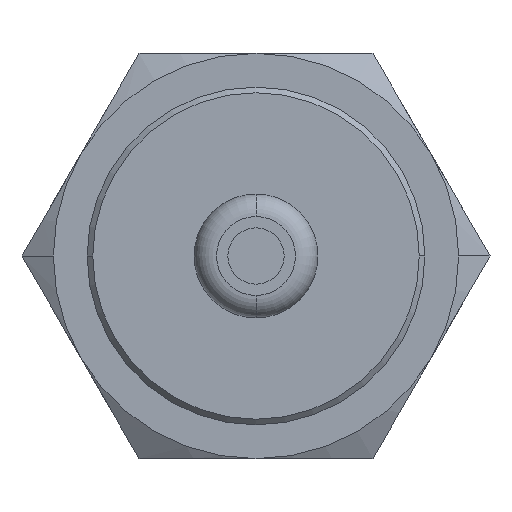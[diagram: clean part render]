
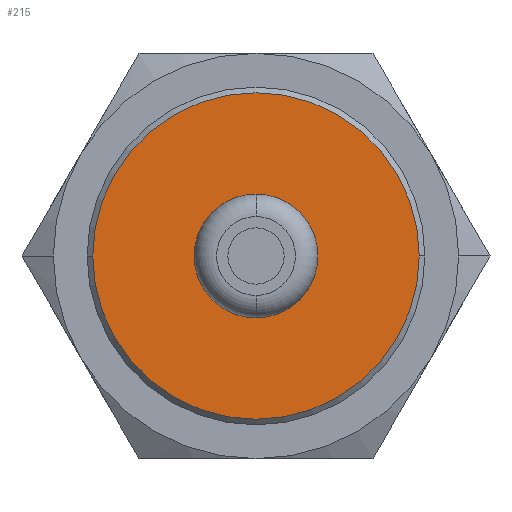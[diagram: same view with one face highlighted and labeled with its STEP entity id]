
A CAD part, front view. The second image highlights one B-rep face of the part: STEP entity #215.
In plain terms, the highlighted planar face has unit normal (0, -1, 0).
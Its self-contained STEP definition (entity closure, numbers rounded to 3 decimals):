
#215=ADVANCED_FACE('',(#372,#373),#374,.T.);
#372=FACE_OUTER_BOUND('',#597,.T.);
#373=FACE_BOUND('',#598,.T.);
#374=PLANE('',#599);
#597=EDGE_LOOP('',(#1080,#1081));
#598=EDGE_LOOP('',(#1082,#1083));
#599=AXIS2_PLACEMENT_3D('',#1084,#1085,#1086);
#1080=ORIENTED_EDGE('',*,*,#1552,.F.);
#1081=ORIENTED_EDGE('',*,*,#1658,.F.);
#1082=ORIENTED_EDGE('',*,*,#1558,.T.);
#1083=ORIENTED_EDGE('',*,*,#1657,.T.);
#1084=CARTESIAN_POINT('',(-10.0,-50.5,0.0));
#1085=DIRECTION('',(0.0,-1.0,0.0));
#1086=DIRECTION('',(1.0,0.0,0.0));
#1552=EDGE_CURVE('',#1802,#1804,#1805,.T.);
#1558=EDGE_CURVE('',#1808,#1814,#1816,.T.);
#1657=EDGE_CURVE('',#1814,#1808,#1978,.T.);
#1658=EDGE_CURVE('',#1804,#1802,#1979,.T.);
#1802=VERTEX_POINT('',#2199);
#1804=VERTEX_POINT('',#2202);
#1805=CIRCLE('',#2203,14.5);
#1808=VERTEX_POINT('',#2207);
#1814=VERTEX_POINT('',#2214);
#1816=CIRCLE('',#2217,5.5);
#1978=CIRCLE('',#2433,5.5);
#1979=CIRCLE('',#2434,14.5);
#2199=CARTESIAN_POINT('',(-14.5,-50.5,0.0));
#2202=CARTESIAN_POINT('',(14.5,-50.5,0.));
#2203=AXIS2_PLACEMENT_3D('',#3211,#3212,#3213);
#2207=CARTESIAN_POINT('',(-5.5,-50.5,0.0));
#2214=CARTESIAN_POINT('',(5.5,-50.5,0.));
#2217=AXIS2_PLACEMENT_3D('',#3223,#3224,#3225);
#2433=AXIS2_PLACEMENT_3D('',#3474,#3475,#3476);
#2434=AXIS2_PLACEMENT_3D('',#3477,#3478,#3479);
#3211=CARTESIAN_POINT('',(0.0,-50.5,0.0));
#3212=DIRECTION('',(0.0,1.0,0.0));
#3213=DIRECTION('',(-1.0,0.0,0.0));
#3223=CARTESIAN_POINT('',(0.0,-50.5,0.0));
#3224=DIRECTION('',(0.0,1.0,0.0));
#3225=DIRECTION('',(-1.0,0.0,0.0));
#3474=CARTESIAN_POINT('',(0.0,-50.5,0.0));
#3475=DIRECTION('',(0.0,1.0,0.0));
#3476=DIRECTION('',(-1.0,0.0,0.0));
#3477=CARTESIAN_POINT('',(0.0,-50.5,0.0));
#3478=DIRECTION('',(0.0,1.0,0.0));
#3479=DIRECTION('',(-1.0,0.0,0.0));
